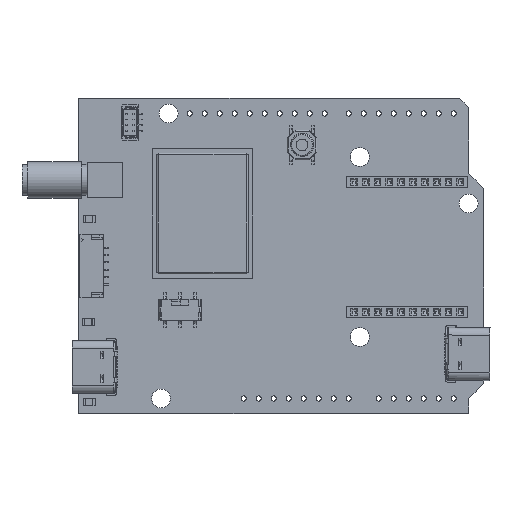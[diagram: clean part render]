
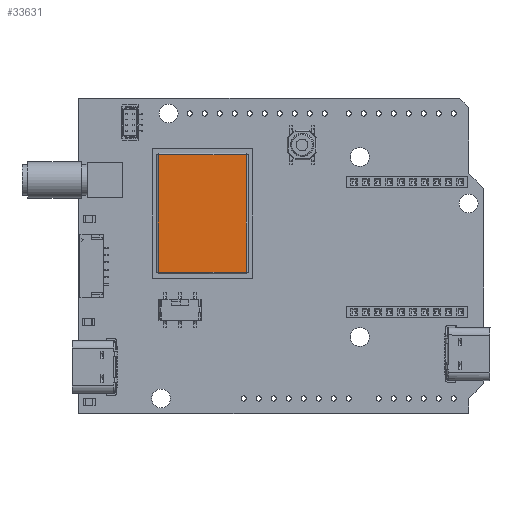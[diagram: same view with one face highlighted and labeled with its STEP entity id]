
A CAD part, top view. The second image highlights one B-rep face of the part: STEP entity #33631.
In plain terms, the highlighted face is planar.
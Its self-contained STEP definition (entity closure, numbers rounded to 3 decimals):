
#4073 = AXIS2_PLACEMENT_3D ( 'NONE', #19218, #20305, #105302 ) ;
#6414 = DIRECTION ( 'NONE',  ( 0., 0., 1. ) ) ;
#12151 = VERTEX_POINT ( 'NONE', #64436 ) ;
#13239 = VECTOR ( 'NONE', #30173, 1000. ) ;
#15455 = LINE ( 'NONE', #81933, #13239 ) ;
#16455 = EDGE_CURVE ( 'NONE', #12151, #36927, #110348, .T. ) ;
#19218 = CARTESIAN_POINT ( 'NONE',  ( 0., 2.6, 0. ) ) ;
#20305 = DIRECTION ( 'NONE',  ( 0., -1., 0. ) ) ;
#30173 = DIRECTION ( 'NONE',  ( 1., 0., 0. ) ) ;
#32233 = DIRECTION ( 'NONE',  ( 0., 0., -1. ) ) ;
#33631 = ADVANCED_FACE ( 'NONE', ( #98531 ), #81124, .F. ) ;
#36927 = VERTEX_POINT ( 'NONE', #76333 ) ;
#38341 = EDGE_CURVE ( 'NONE', #60629, #12151, #74433, .T. ) ;
#39171 = CARTESIAN_POINT ( 'NONE',  ( -9.938, 2.6, 7.438 ) ) ;
#41758 = CARTESIAN_POINT ( 'NONE',  ( 9.938, 2.6, 7.467 ) ) ;
#47804 = VECTOR ( 'NONE', #32233, 1000. ) ;
#49214 = CARTESIAN_POINT ( 'NONE',  ( -9.938, 2.6, -7.467 ) ) ;
#56613 = VECTOR ( 'NONE', #110906, 1000. ) ;
#60117 = ORIENTED_EDGE ( 'NONE', *, *, #96540, .T. ) ;
#60508 = ORIENTED_EDGE ( 'NONE', *, *, #103089, .T. ) ;
#60629 = VERTEX_POINT ( 'NONE', #95845 ) ;
#64436 = CARTESIAN_POINT ( 'NONE',  ( 9.938, 2.6, -7.438 ) ) ;
#69118 = EDGE_LOOP ( 'NONE', ( #100869, #76517, #60508, #60117 ) ) ;
#74433 = LINE ( 'NONE', #41758, #47804 ) ;
#74548 = LINE ( 'NONE', #49214, #104501 ) ;
#76333 = CARTESIAN_POINT ( 'NONE',  ( -9.938, 2.6, -7.438 ) ) ;
#76517 = ORIENTED_EDGE ( 'NONE', *, *, #16455, .T. ) ;
#81124 = PLANE ( 'NONE',  #4073 ) ;
#81933 = CARTESIAN_POINT ( 'NONE',  ( -9.967, 2.6, 7.438 ) ) ;
#93486 = CARTESIAN_POINT ( 'NONE',  ( 9.967, 2.6, -7.438 ) ) ;
#95845 = CARTESIAN_POINT ( 'NONE',  ( 9.938, 2.6, 7.438 ) ) ;
#96540 = EDGE_CURVE ( 'NONE', #110696, #60629, #15455, .T. ) ;
#98531 = FACE_OUTER_BOUND ( 'NONE', #69118, .T. ) ;
#100869 = ORIENTED_EDGE ( 'NONE', *, *, #38341, .T. ) ;
#103089 = EDGE_CURVE ( 'NONE', #36927, #110696, #74548, .T. ) ;
#104501 = VECTOR ( 'NONE', #6414, 1000. ) ;
#105302 = DIRECTION ( 'NONE',  ( 0., 0., -1. ) ) ;
#110348 = LINE ( 'NONE', #93486, #56613 ) ;
#110696 = VERTEX_POINT ( 'NONE', #39171 ) ;
#110906 = DIRECTION ( 'NONE',  ( -1., 0., 0. ) ) ;
